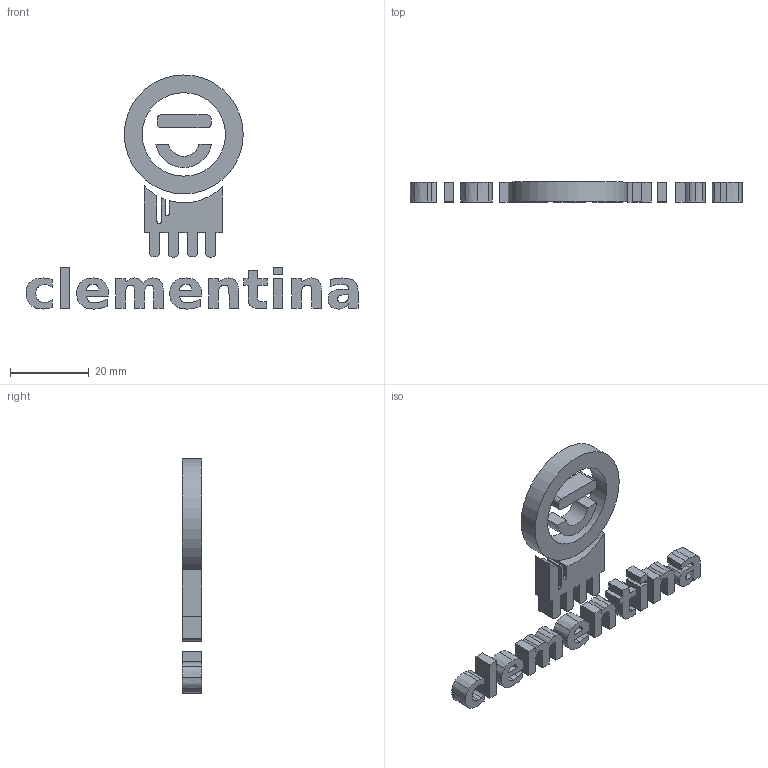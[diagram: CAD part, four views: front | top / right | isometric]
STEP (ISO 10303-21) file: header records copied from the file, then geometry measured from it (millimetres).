
FILE_DESCRIPTION(('FreeCAD Model'),'2;1');
FILE_NAME('Open CASCADE Shape Model','2024-09-18T00:20:32',(''),(''), 'Open CASCADE STEP processor 7.7','FreeCAD','Unknown');
FILE_SCHEMA(('AUTOMOTIVE_DESIGN { 1 0 10303 214 1 1 1 1 }'));
Length unit declared in the file: millimetre
Products named in the file (3): Unnamed; logo; texto
Assembly tree (2 placements, depth 2):
  Unnamed
    logo
    texto
Bounding box: 84.16 x 5 x 59.35 mm (x, y, z)
Volume: 5281.3 mm3; surface area: 5940.5 mm2
Topology: 15 solids, 15 shells, 255 faces, 675 edges, 450 vertices
Faces by surface type: plane 128, extrusion 110, cylinder 17
Full cylindrical faces by diameter (mm): 21.156 x1, 30.171 x1
Entity records: 8157 total; most frequent: CARTESIAN_POINT 2043, ORIENTED_EDGE 1350, DIRECTION 895, EDGE_CURVE 675, VECTOR 531, VERTEX_POINT 450, LINE 421, B_SPLINE_CURVE_WITH_KNOTS 330
